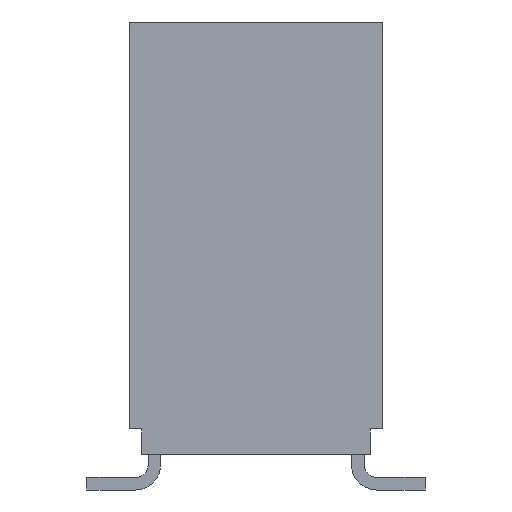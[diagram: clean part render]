
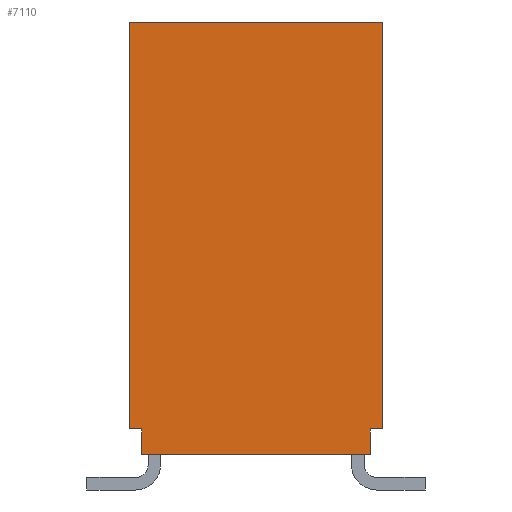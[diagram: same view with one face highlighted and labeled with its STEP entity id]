
A CAD part, left-side view. The second image highlights one B-rep face of the part: STEP entity #7110.
In plain terms, the highlighted planar face has unit normal (-1, 0, 0).
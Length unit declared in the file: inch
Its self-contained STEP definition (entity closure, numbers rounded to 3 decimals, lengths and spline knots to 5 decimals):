
#5=DIRECTION('',(0.,-1.,0.));
#6=VECTOR('',#5,0.18);
#7=CARTESIAN_POINT('',(-0.3495,0.09,0.));
#8=LINE('',#7,#6);
#169=DIRECTION('',(0.,0.,1.));
#170=VECTOR('',#169,0.02);
#171=CARTESIAN_POINT('',(-0.3495,0.09,0.));
#172=LINE('',#171,#170);
#173=DIRECTION('',(0.,-1.,0.));
#174=VECTOR('',#173,0.0095);
#175=CARTESIAN_POINT('',(-0.3495,0.0995,0.02));
#176=LINE('',#175,#174);
#177=DIRECTION('',(0.,0.,1.));
#178=VECTOR('',#177,0.32);
#179=CARTESIAN_POINT('',(-0.3495,0.0995,0.02));
#180=LINE('',#179,#178);
#181=DIRECTION('',(0.,1.,0.));
#182=VECTOR('',#181,0.0095);
#183=CARTESIAN_POINT('',(-0.3495,-0.0995,0.02));
#184=LINE('',#183,#182);
#185=DIRECTION('',(0.,0.,1.));
#186=VECTOR('',#185,0.02);
#187=CARTESIAN_POINT('',(-0.3495,-0.09,0.));
#188=LINE('',#187,#186);
#509=DIRECTION('',(0.,0.,1.));
#510=VECTOR('',#509,0.32);
#511=CARTESIAN_POINT('',(-0.3495,-0.0995,0.02));
#512=LINE('',#511,#510);
#1073=DIRECTION('',(0.,-1.,0.));
#1074=VECTOR('',#1073,0.199);
#1075=CARTESIAN_POINT('',(-0.3495,0.0995,0.34));
#1076=LINE('',#1075,#1074);
#5081=CARTESIAN_POINT('',(-0.3495,0.0995,0.34));
#5082=CARTESIAN_POINT('',(-0.3495,-0.0995,0.34));
#5083=VERTEX_POINT('',#5081);
#5084=VERTEX_POINT('',#5082);
#5189=CARTESIAN_POINT('',(-0.3495,0.09,0.));
#5191=VERTEX_POINT('',#5189);
#5213=CARTESIAN_POINT('',(-0.3495,-0.09,0.));
#5215=VERTEX_POINT('',#5213);
#5237=CARTESIAN_POINT('',(-0.3495,0.09,0.02));
#5238=VERTEX_POINT('',#5237);
#5239=CARTESIAN_POINT('',(-0.3495,0.0995,0.02));
#5240=VERTEX_POINT('',#5239);
#5241=CARTESIAN_POINT('',(-0.3495,-0.0995,0.02));
#5242=CARTESIAN_POINT('',(-0.3495,-0.09,0.02));
#5243=VERTEX_POINT('',#5241);
#5244=VERTEX_POINT('',#5242);
#7090=CARTESIAN_POINT('',(-0.3495,0.0995,0.));
#7091=DIRECTION('',(-1.,0.,0.));
#7092=DIRECTION('',(0.,-1.,0.));
#7093=AXIS2_PLACEMENT_3D('',#7090,#7091,#7092);
#7094=PLANE('',#7093);
#7095=ORIENTED_EDGE('',*,*,#6847,.T.);
#7097=ORIENTED_EDGE('',*,*,#7096,.F.);
#7099=ORIENTED_EDGE('',*,*,#7098,.T.);
#7101=ORIENTED_EDGE('',*,*,#7100,.T.);
#7103=ORIENTED_EDGE('',*,*,#7102,.F.);
#7105=ORIENTED_EDGE('',*,*,#7104,.T.);
#7106=ORIENTED_EDGE('',*,*,#6977,.F.);
#7107=ORIENTED_EDGE('',*,*,#6716,.F.);
#7108=EDGE_LOOP('',(#7095,#7097,#7099,#7101,#7103,#7105,#7106,#7107));
#7109=FACE_OUTER_BOUND('',#7108,.F.);
#7110=ADVANCED_FACE('',(#7109),#7094,.T.);
#6716=EDGE_CURVE('',#5191,#5215,#8,.T.);
#6847=EDGE_CURVE('',#5191,#5238,#172,.T.);
#6977=EDGE_CURVE('',#5215,#5244,#188,.T.);
#7096=EDGE_CURVE('',#5240,#5238,#176,.T.);
#7098=EDGE_CURVE('',#5240,#5083,#180,.T.);
#7100=EDGE_CURVE('',#5083,#5084,#1076,.T.);
#7102=EDGE_CURVE('',#5243,#5084,#512,.T.);
#7104=EDGE_CURVE('',#5243,#5244,#184,.T.);
